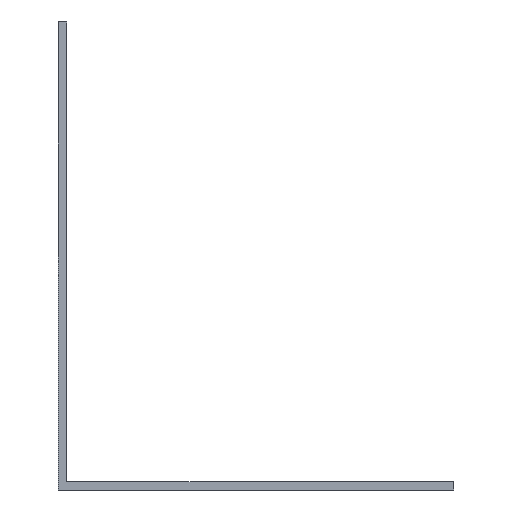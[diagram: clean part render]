
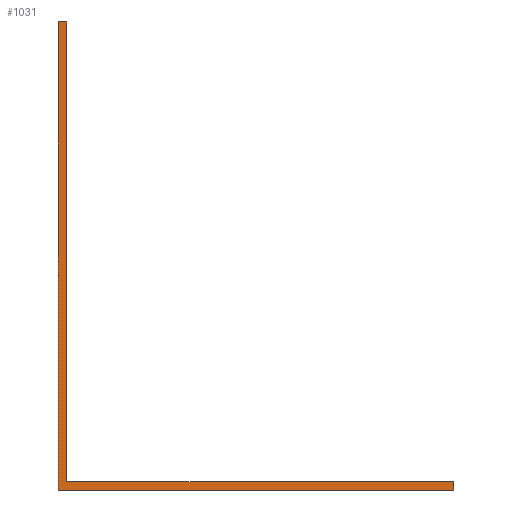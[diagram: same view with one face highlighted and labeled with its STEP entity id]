
A CAD part, front view. The second image highlights one B-rep face of the part: STEP entity #1031.
In plain terms, the highlighted planar face has unit normal (0, -1, 0).
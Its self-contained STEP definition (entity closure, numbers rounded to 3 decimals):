
#40 = EDGE_CURVE ( 'NONE', #101, #502, #1812, .T. ) ;
#43 = DIRECTION ( 'NONE',  ( -1., 0., 0. ) ) ;
#58 = AXIS2_PLACEMENT_3D ( 'NONE', #698, #2590, #968 ) ;
#72 = VECTOR ( 'NONE', #883, 1000. ) ;
#93 = EDGE_CURVE ( 'NONE', #2388, #101, #105, .T. ) ;
#101 = VERTEX_POINT ( 'NONE', #358 ) ;
#105 = LINE ( 'NONE', #1156, #1472 ) ;
#197 = CARTESIAN_POINT ( 'NONE',  ( 0.8, -462., 0.8 ) ) ;
#253 = CARTESIAN_POINT ( 'NONE',  ( 38., -462., 0.8 ) ) ;
#273 = EDGE_LOOP ( 'NONE', ( #2218, #866, #1024, #3091, #1580, #1481 ) ) ;
#311 = EDGE_CURVE ( 'NONE', #2388, #1965, #930, .T. ) ;
#354 = CARTESIAN_POINT ( 'NONE',  ( 0.8, -462., 45. ) ) ;
#358 = CARTESIAN_POINT ( 'NONE',  ( 0., -462., 45. ) ) ;
#425 = PLANE ( 'NONE',  #58 ) ;
#464 = VECTOR ( 'NONE', #1673, 1000. ) ;
#500 = CARTESIAN_POINT ( 'NONE',  ( 38., -462., 0. ) ) ;
#502 = VERTEX_POINT ( 'NONE', #1292 ) ;
#515 = CARTESIAN_POINT ( 'NONE',  ( 0., -462., 45. ) ) ;
#544 = EDGE_CURVE ( 'NONE', #1965, #2822, #3310, .T. ) ;
#620 = CARTESIAN_POINT ( 'NONE',  ( 0., -462., 0.8 ) ) ;
#698 = CARTESIAN_POINT ( 'NONE',  ( 0., -462., 0. ) ) ;
#806 = FACE_OUTER_BOUND ( 'NONE', #273, .T. ) ;
#826 = LINE ( 'NONE', #2493, #72 ) ;
#854 = VECTOR ( 'NONE', #1970, 1000. ) ;
#866 = ORIENTED_EDGE ( 'NONE', *, *, #311, .F. ) ;
#883 = DIRECTION ( 'NONE',  ( 1., 0., 0. ) ) ;
#930 = LINE ( 'NONE', #354, #854 ) ;
#968 = DIRECTION ( 'NONE',  ( -1., 0., 0. ) ) ;
#1024 = ORIENTED_EDGE ( 'NONE', *, *, #93, .T. ) ;
#1031 = ADVANCED_FACE ( 'NONE', ( #806 ), #425, .T. ) ;
#1067 = LINE ( 'NONE', #1111, #2430 ) ;
#1111 = CARTESIAN_POINT ( 'NONE',  ( 38., -462., 0. ) ) ;
#1156 = CARTESIAN_POINT ( 'NONE',  ( 0.8, -462., 45. ) ) ;
#1201 = VERTEX_POINT ( 'NONE', #500 ) ;
#1292 = CARTESIAN_POINT ( 'NONE',  ( 0., -462., 0. ) ) ;
#1379 = DIRECTION ( 'NONE',  ( 0., 0., 1. ) ) ;
#1472 = VECTOR ( 'NONE', #43, 1000. ) ;
#1481 = ORIENTED_EDGE ( 'NONE', *, *, #2223, .T. ) ;
#1580 = ORIENTED_EDGE ( 'NONE', *, *, #2330, .T. ) ;
#1598 = DIRECTION ( 'NONE',  ( 0., 0., -1. ) ) ;
#1673 = DIRECTION ( 'NONE',  ( 1., 0., 0. ) ) ;
#1812 = LINE ( 'NONE', #515, #2457 ) ;
#1965 = VERTEX_POINT ( 'NONE', #197 ) ;
#1970 = DIRECTION ( 'NONE',  ( 0., 0., -1. ) ) ;
#2218 = ORIENTED_EDGE ( 'NONE', *, *, #544, .F. ) ;
#2223 = EDGE_CURVE ( 'NONE', #1201, #2822, #1067, .T. ) ;
#2330 = EDGE_CURVE ( 'NONE', #502, #1201, #826, .T. ) ;
#2388 = VERTEX_POINT ( 'NONE', #2523 ) ;
#2430 = VECTOR ( 'NONE', #1379, 1000. ) ;
#2457 = VECTOR ( 'NONE', #1598, 1000. ) ;
#2493 = CARTESIAN_POINT ( 'NONE',  ( 0., -462., 0. ) ) ;
#2523 = CARTESIAN_POINT ( 'NONE',  ( 0.8, -462., 45. ) ) ;
#2590 = DIRECTION ( 'NONE',  ( 0., -1., 0. ) ) ;
#2822 = VERTEX_POINT ( 'NONE', #253 ) ;
#3091 = ORIENTED_EDGE ( 'NONE', *, *, #40, .T. ) ;
#3310 = LINE ( 'NONE', #620, #464 ) ;
